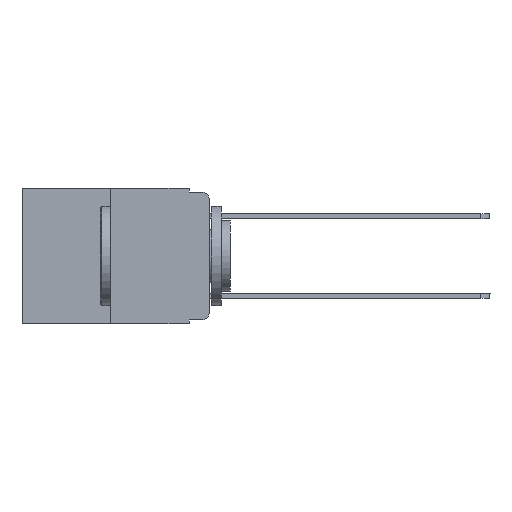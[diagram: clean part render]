
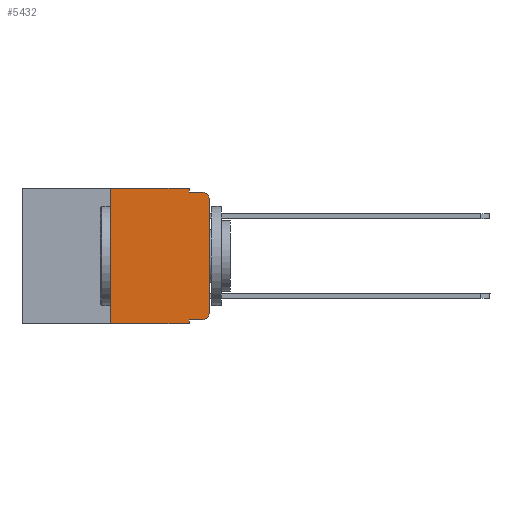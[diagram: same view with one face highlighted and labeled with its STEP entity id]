
A CAD part, left-side view. The second image highlights one B-rep face of the part: STEP entity #5432.
In plain terms, the highlighted planar face has unit normal (-1, 0, 0).
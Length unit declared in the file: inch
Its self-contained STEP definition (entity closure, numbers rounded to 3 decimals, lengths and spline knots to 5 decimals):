
#47 = DIRECTION ( 'NONE',  ( 0., 0., -1. ) ) ;
#120 = EDGE_CURVE ( 'NONE', #14751, #23249, #8629, .T. ) ;
#399 = DIRECTION ( 'NONE',  ( 0., -1., 0. ) ) ;
#893 = ORIENTED_EDGE ( 'NONE', *, *, #15100, .F. ) ;
#1853 = CARTESIAN_POINT ( 'NONE',  ( 0., 0.02, -0.03 ) ) ;
#1860 = LINE ( 'NONE', #7149, #22181 ) ;
#1969 = LINE ( 'NONE', #9303, #12846 ) ;
#2295 = ORIENTED_EDGE ( 'NONE', *, *, #120, .F. ) ;
#2323 = VERTEX_POINT ( 'NONE', #7684 ) ;
#2356 = VERTEX_POINT ( 'NONE', #5873 ) ;
#2403 = ORIENTED_EDGE ( 'NONE', *, *, #23354, .T. ) ;
#2603 = CARTESIAN_POINT ( 'NONE',  ( 0., 0.051, -0.333 ) ) ;
#2725 = DIRECTION ( 'NONE',  ( 0., -1., 0. ) ) ;
#2973 = VECTOR ( 'NONE', #399, 39.37008 ) ;
#3276 = VERTEX_POINT ( 'NONE', #16688 ) ;
#3382 = ORIENTED_EDGE ( 'NONE', *, *, #12762, .F. ) ;
#3484 = EDGE_CURVE ( 'NONE', #20977, #2323, #14392, .T. ) ;
#4592 = ORIENTED_EDGE ( 'NONE', *, *, #3484, .T. ) ;
#4623 = EDGE_CURVE ( 'NONE', #20345, #20977, #16990, .T. ) ;
#5053 = EDGE_CURVE ( 'NONE', #3276, #20345, #17303, .T. ) ;
#5082 = EDGE_CURVE ( 'NONE', #3276, #2356, #20946, .T. ) ;
#5111 = AXIS2_PLACEMENT_3D ( 'NONE', #13496, #17123, #15697 ) ;
#5218 = CARTESIAN_POINT ( 'NONE',  ( 0., 0.051, -0.01 ) ) ;
#5227 = CARTESIAN_POINT ( 'NONE',  ( 0., 0., 0. ) ) ;
#5384 = ORIENTED_EDGE ( 'NONE', *, *, #5082, .F. ) ;
#5432 = ADVANCED_FACE ( 'NONE', ( #6267 ), #6510, .F. ) ;
#5743 = LINE ( 'NONE', #18534, #21720 ) ;
#5873 = CARTESIAN_POINT ( 'NONE',  ( 0., 0.051, -0.343 ) ) ;
#6027 = VECTOR ( 'NONE', #19136, 39.37008 ) ;
#6267 = FACE_OUTER_BOUND ( 'NONE', #6840, .T. ) ;
#6510 = PLANE ( 'NONE',  #5111 ) ;
#6840 = EDGE_LOOP ( 'NONE', ( #4592, #7152, #3382, #893, #2295, #22144, #2403, #5384, #10648, #8258 ) ) ;
#7115 = CARTESIAN_POINT ( 'NONE',  ( 0., 0.051, 0. ) ) ;
#7149 = CARTESIAN_POINT ( 'NONE',  ( 0., 0.051, 0. ) ) ;
#7152 = ORIENTED_EDGE ( 'NONE', *, *, #13818, .T. ) ;
#7538 = DIRECTION ( 'NONE',  ( 0., -1., 0. ) ) ;
#7684 = CARTESIAN_POINT ( 'NONE',  ( 0., 0., -0.03 ) ) ;
#8258 = ORIENTED_EDGE ( 'NONE', *, *, #4623, .T. ) ;
#8629 = LINE ( 'NONE', #23715, #2973 ) ;
#9190 = DIRECTION ( 'NONE',  ( 0., 0., -1. ) ) ;
#9303 = CARTESIAN_POINT ( 'NONE',  ( 0., 0.25, 0. ) ) ;
#9511 = CARTESIAN_POINT ( 'NONE',  ( 0., 0.473, -0.343 ) ) ;
#9659 = AXIS2_PLACEMENT_3D ( 'NONE', #13847, #20744, #11557 ) ;
#9695 = CARTESIAN_POINT ( 'NONE',  ( 0., 0.051, 0. ) ) ;
#10648 = ORIENTED_EDGE ( 'NONE', *, *, #5053, .T. ) ;
#11557 = DIRECTION ( 'NONE',  ( 0., 0., -1. ) ) ;
#12237 = CARTESIAN_POINT ( 'NONE',  ( 0., 0.02, -0.333 ) ) ;
#12627 = CARTESIAN_POINT ( 'NONE',  ( 0., 0.02, -0.01 ) ) ;
#12690 = DIRECTION ( 'NONE',  ( -1., 0., 0. ) ) ;
#12734 = VERTEX_POINT ( 'NONE', #12627 ) ;
#12762 = EDGE_CURVE ( 'NONE', #16455, #12734, #5743, .T. ) ;
#12836 = CARTESIAN_POINT ( 'NONE',  ( 0., 0.25, 0. ) ) ;
#12846 = VECTOR ( 'NONE', #16430, 39.37008 ) ;
#13496 = CARTESIAN_POINT ( 'NONE',  ( 0., 0.473, 0. ) ) ;
#13818 = EDGE_CURVE ( 'NONE', #2323, #12734, #18639, .T. ) ;
#13847 = CARTESIAN_POINT ( 'NONE',  ( 0., 0.02, -0.313 ) ) ;
#13964 = VERTEX_POINT ( 'NONE', #22595 ) ;
#14392 = LINE ( 'NONE', #5227, #17125 ) ;
#14751 = VERTEX_POINT ( 'NONE', #12836 ) ;
#15100 = EDGE_CURVE ( 'NONE', #23249, #16455, #1860, .T. ) ;
#15200 = DIRECTION ( 'NONE',  ( 0., -1., 0. ) ) ;
#15697 = DIRECTION ( 'NONE',  ( 0., 0., -1. ) ) ;
#16430 = DIRECTION ( 'NONE',  ( 0., 0., 1. ) ) ;
#16455 = VERTEX_POINT ( 'NONE', #5218 ) ;
#16688 = CARTESIAN_POINT ( 'NONE',  ( 0., 0.051, -0.333 ) ) ;
#16990 = CIRCLE ( 'NONE', #9659, 0.02 ) ;
#17123 = DIRECTION ( 'NONE',  ( 1., 0., 0. ) ) ;
#17125 = VECTOR ( 'NONE', #19593, 39.37008 ) ;
#17223 = LINE ( 'NONE', #9511, #18321 ) ;
#17303 = LINE ( 'NONE', #2603, #20815 ) ;
#18321 = VECTOR ( 'NONE', #15200, 39.37008 ) ;
#18391 = CARTESIAN_POINT ( 'NONE',  ( 0., 0., -0.313 ) ) ;
#18534 = CARTESIAN_POINT ( 'NONE',  ( 0., 0.051, -0.01 ) ) ;
#18639 = CIRCLE ( 'NONE', #22501, 0.02 ) ;
#19136 = DIRECTION ( 'NONE',  ( 0., 0., -1. ) ) ;
#19593 = DIRECTION ( 'NONE',  ( 0., 0., 1. ) ) ;
#20345 = VERTEX_POINT ( 'NONE', #12237 ) ;
#20744 = DIRECTION ( 'NONE',  ( -1., 0., 0. ) ) ;
#20815 = VECTOR ( 'NONE', #2725, 39.37008 ) ;
#20946 = LINE ( 'NONE', #9695, #6027 ) ;
#20977 = VERTEX_POINT ( 'NONE', #18391 ) ;
#21462 = EDGE_CURVE ( 'NONE', #13964, #14751, #1969, .T. ) ;
#21720 = VECTOR ( 'NONE', #7538, 39.37008 ) ;
#22144 = ORIENTED_EDGE ( 'NONE', *, *, #21462, .F. ) ;
#22181 = VECTOR ( 'NONE', #47, 39.37008 ) ;
#22501 = AXIS2_PLACEMENT_3D ( 'NONE', #1853, #12690, #9190 ) ;
#22595 = CARTESIAN_POINT ( 'NONE',  ( 0., 0.25, -0.343 ) ) ;
#23249 = VERTEX_POINT ( 'NONE', #7115 ) ;
#23354 = EDGE_CURVE ( 'NONE', #13964, #2356, #17223, .T. ) ;
#23715 = CARTESIAN_POINT ( 'NONE',  ( 0., 0.473, 0. ) ) ;
